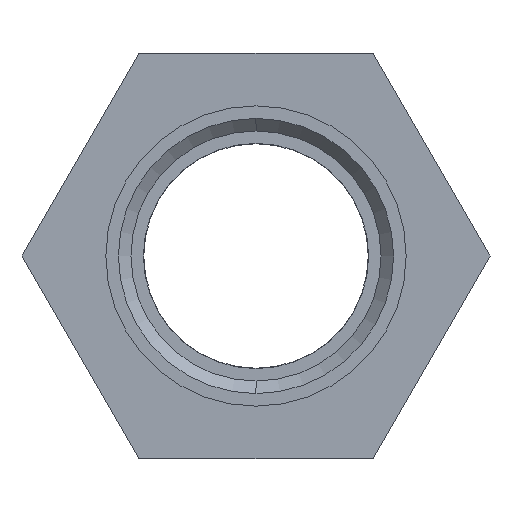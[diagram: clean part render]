
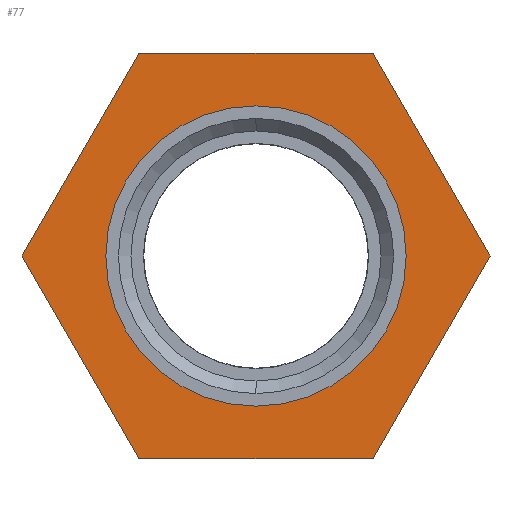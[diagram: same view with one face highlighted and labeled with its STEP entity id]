
A CAD part, left-side view. The second image highlights one B-rep face of the part: STEP entity #77.
In plain terms, the highlighted planar face has unit normal (-1, 0, 0).
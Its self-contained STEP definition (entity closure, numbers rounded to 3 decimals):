
#77=ADVANCED_FACE('',(#160,#161),#162,.F.);
#160=FACE_OUTER_BOUND('',#246,.T.);
#161=FACE_BOUND('',#247,.T.);
#162=PLANE('',#248);
#246=EDGE_LOOP('',(#393,#394,#395,#396,#397,#398));
#247=EDGE_LOOP('',(#399,#400));
#248=AXIS2_PLACEMENT_3D('',#401,#402,#403);
#393=ORIENTED_EDGE('',*,*,#528,.F.);
#394=ORIENTED_EDGE('',*,*,#529,.F.);
#395=ORIENTED_EDGE('',*,*,#530,.F.);
#396=ORIENTED_EDGE('',*,*,#531,.F.);
#397=ORIENTED_EDGE('',*,*,#532,.F.);
#398=ORIENTED_EDGE('',*,*,#533,.F.);
#399=ORIENTED_EDGE('',*,*,#485,.T.);
#400=ORIENTED_EDGE('',*,*,#534,.T.);
#401=CARTESIAN_POINT('',(15.6,0.0,0.0));
#402=DIRECTION('',(1.0,0.0,0.0));
#403=DIRECTION('',(0.0,0.0,-1.0));
#485=EDGE_CURVE('',#560,#564,#566,.T.);
#528=EDGE_CURVE('',#627,#628,#629,.T.);
#529=EDGE_CURVE('',#630,#627,#631,.T.);
#530=EDGE_CURVE('',#632,#630,#633,.T.);
#531=EDGE_CURVE('',#634,#632,#635,.T.);
#532=EDGE_CURVE('',#636,#634,#637,.T.);
#533=EDGE_CURVE('',#628,#636,#638,.T.);
#534=EDGE_CURVE('',#564,#560,#639,.T.);
#560=VERTEX_POINT('',#671);
#564=VERTEX_POINT('',#676);
#566=CIRCLE('',#679,10.0);
#627=VERTEX_POINT('',#750);
#628=VERTEX_POINT('',#751);
#629=LINE('',#752,#753);
#630=VERTEX_POINT('',#754);
#631=LINE('',#755,#756);
#632=VERTEX_POINT('',#757);
#633=LINE('',#758,#759);
#634=VERTEX_POINT('',#760);
#635=LINE('',#761,#762);
#636=VERTEX_POINT('',#763);
#637=LINE('',#764,#765);
#638=LINE('',#766,#767);
#639=CIRCLE('',#768,10.0);
#671=CARTESIAN_POINT('',(15.6,0.0,-10.0));
#676=CARTESIAN_POINT('',(15.6,0.,10.0));
#679=AXIS2_PLACEMENT_3D('',#815,#816,#817);
#750=CARTESIAN_POINT('',(15.6,7.794,-13.5));
#751=CARTESIAN_POINT('',(15.6,15.588,0.0));
#752=CARTESIAN_POINT('',(15.6,7.794,-13.5));
#753=VECTOR('',#882,1.0);
#754=CARTESIAN_POINT('',(15.6,-7.794,-13.5));
#755=CARTESIAN_POINT('',(15.6,-7.794,-13.5));
#756=VECTOR('',#883,1.0);
#757=CARTESIAN_POINT('',(15.6,-15.588,0.0));
#758=CARTESIAN_POINT('',(15.6,-15.588,0.0));
#759=VECTOR('',#884,1.0);
#760=CARTESIAN_POINT('',(15.6,-7.794,13.5));
#761=CARTESIAN_POINT('',(15.6,-7.794,13.5));
#762=VECTOR('',#885,1.0);
#763=CARTESIAN_POINT('',(15.6,7.794,13.5));
#764=CARTESIAN_POINT('',(15.6,7.794,13.5));
#765=VECTOR('',#886,1.0);
#766=CARTESIAN_POINT('',(15.6,15.588,0.0));
#767=VECTOR('',#887,1.0);
#768=AXIS2_PLACEMENT_3D('',#888,#889,#890);
#815=CARTESIAN_POINT('',(15.6,0.0,0.0));
#816=DIRECTION('',(1.0,0.0,0.0));
#817=DIRECTION('',(0.0,0.0,-1.0));
#882=DIRECTION('',(0.0,0.5,0.866));
#883=DIRECTION('',(0.0,1.0,0.0));
#884=DIRECTION('',(0.0,0.5,-0.866));
#885=DIRECTION('',(0.0,-0.5,-0.866));
#886=DIRECTION('',(0.0,-1.0,0.0));
#887=DIRECTION('',(0.0,-0.5,0.866));
#888=CARTESIAN_POINT('',(15.6,0.0,0.0));
#889=DIRECTION('',(1.0,0.0,0.0));
#890=DIRECTION('',(0.0,0.0,-1.0));
